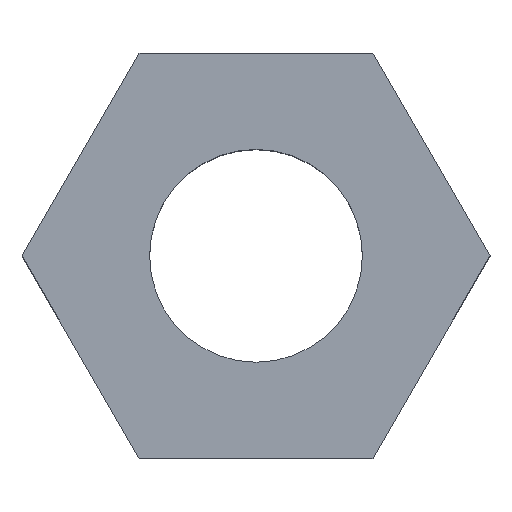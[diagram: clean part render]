
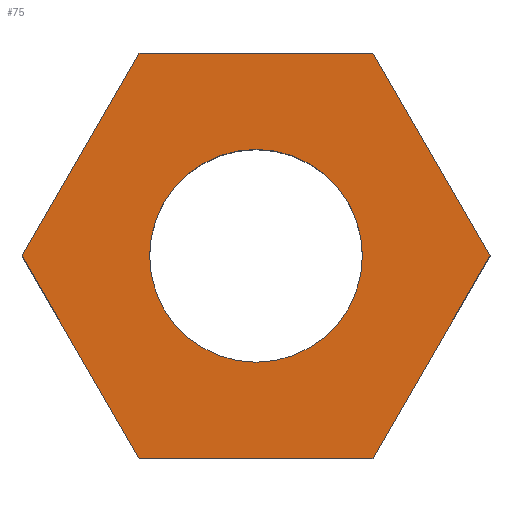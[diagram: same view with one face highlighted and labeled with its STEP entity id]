
A CAD part, top view. The second image highlights one B-rep face of the part: STEP entity #75.
In plain terms, the highlighted planar face has unit normal (0, 0, 1).
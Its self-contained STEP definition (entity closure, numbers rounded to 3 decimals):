
#17 = EDGE_LOOP ( 'NONE', ( #56, #256 ) ) ;
#24 = VECTOR ( 'NONE', #187, 1000. ) ;
#26 = ORIENTED_EDGE ( 'NONE', *, *, #90, .T. ) ;
#32 = ORIENTED_EDGE ( 'NONE', *, *, #95, .T. ) ;
#34 = VERTEX_POINT ( 'NONE', #337 ) ;
#37 = ORIENTED_EDGE ( 'NONE', *, *, #277, .T. ) ;
#38 = VERTEX_POINT ( 'NONE', #338 ) ;
#40 = LINE ( 'NONE', #197, #24 ) ;
#53 = ORIENTED_EDGE ( 'NONE', *, *, #94, .T. ) ;
#56 = ORIENTED_EDGE ( 'NONE', *, *, #73, .F. ) ;
#57 = EDGE_CURVE ( 'NONE', #201, #34, #163, .T. ) ;
#67 = CIRCLE ( 'NONE', #167, 2.1 ) ;
#71 = LINE ( 'NONE', #234, #72 ) ;
#72 = VECTOR ( 'NONE', #233, 1000. ) ;
#73 = EDGE_CURVE ( 'NONE', #117, #372, #147, .T. ) ;
#75 = ADVANCED_FACE ( 'NONE', ( #134, #102 ), #362, .T. ) ;
#87 = CARTESIAN_POINT ( 'NONE',  ( 2.309, -4., 4.7 ) ) ;
#90 = EDGE_CURVE ( 'NONE', #38, #344, #124, .T. ) ;
#94 = EDGE_CURVE ( 'NONE', #34, #38, #125, .T. ) ;
#95 = EDGE_CURVE ( 'NONE', #325, #257, #123, .T. ) ;
#102 = FACE_OUTER_BOUND ( 'NONE', #135, .T. ) ;
#111 = VECTOR ( 'NONE', #308, 1000. ) ;
#117 = VERTEX_POINT ( 'NONE', #302 ) ;
#119 = VECTOR ( 'NONE', #303, 1000. ) ;
#123 = LINE ( 'NONE', #326, #119 ) ;
#124 = LINE ( 'NONE', #318, #126 ) ;
#125 = LINE ( 'NONE', #335, #111 ) ;
#126 = VECTOR ( 'NONE', #316, 1000. ) ;
#134 = FACE_BOUND ( 'NONE', #17, .T. ) ;
#135 = EDGE_LOOP ( 'NONE', ( #53, #26, #281, #32, #37, #309 ) ) ;
#146 = VECTOR ( 'NONE', #172, 1000. ) ;
#147 = CIRCLE ( 'NONE', #285, 2.1 ) ;
#163 = LINE ( 'NONE', #87, #146 ) ;
#167 = AXIS2_PLACEMENT_3D ( 'NONE', #228, #227, #226 ) ;
#172 = DIRECTION ( 'NONE',  ( 0.5, 0.866, 0. ) ) ;
#187 = DIRECTION ( 'NONE',  ( -0.5, -0.866, 0. ) ) ;
#197 = CARTESIAN_POINT ( 'NONE',  ( -2.309, 4., 4.7 ) ) ;
#198 = CARTESIAN_POINT ( 'NONE',  ( -2.1, 0., 4.7 ) ) ;
#201 = VERTEX_POINT ( 'NONE', #259 ) ;
#205 = CARTESIAN_POINT ( 'NONE',  ( -2.309, 4., 4.7 ) ) ;
#212 = CARTESIAN_POINT ( 'NONE',  ( -4.619, 0., 4.7 ) ) ;
#226 = DIRECTION ( 'NONE',  ( 1., 0., 0. ) ) ;
#227 = DIRECTION ( 'NONE',  ( 0., 0., 1. ) ) ;
#228 = CARTESIAN_POINT ( 'NONE',  ( 0., 0., 4.7 ) ) ;
#233 = DIRECTION ( 'NONE',  ( 1., 0., 0. ) ) ;
#234 = CARTESIAN_POINT ( 'NONE',  ( -2.309, -4., 4.7 ) ) ;
#247 = CARTESIAN_POINT ( 'NONE',  ( -2.309, -4., 4.7 ) ) ;
#250 = AXIS2_PLACEMENT_3D ( 'NONE', #350, #345, #342 ) ;
#256 = ORIENTED_EDGE ( 'NONE', *, *, #310, .F. ) ;
#257 = VERTEX_POINT ( 'NONE', #247 ) ;
#259 = CARTESIAN_POINT ( 'NONE',  ( 2.309, -4., 4.7 ) ) ;
#277 = EDGE_CURVE ( 'NONE', #257, #201, #71, .T. ) ;
#281 = ORIENTED_EDGE ( 'NONE', *, *, #355, .T. ) ;
#285 = AXIS2_PLACEMENT_3D ( 'NONE', #349, #347, #346 ) ;
#302 = CARTESIAN_POINT ( 'NONE',  ( 2.1, 0., 4.7 ) ) ;
#303 = DIRECTION ( 'NONE',  ( 0.5, -0.866, 0. ) ) ;
#308 = DIRECTION ( 'NONE',  ( -0.5, 0.866, 0. ) ) ;
#309 = ORIENTED_EDGE ( 'NONE', *, *, #57, .T. ) ;
#310 = EDGE_CURVE ( 'NONE', #372, #117, #67, .T. ) ;
#316 = DIRECTION ( 'NONE',  ( -1., 0., 0. ) ) ;
#318 = CARTESIAN_POINT ( 'NONE',  ( 2.309, 4., 4.7 ) ) ;
#325 = VERTEX_POINT ( 'NONE', #212 ) ;
#326 = CARTESIAN_POINT ( 'NONE',  ( -4.619, 0., 4.7 ) ) ;
#335 = CARTESIAN_POINT ( 'NONE',  ( 4.619, 0., 4.7 ) ) ;
#337 = CARTESIAN_POINT ( 'NONE',  ( 4.619, 0., 4.7 ) ) ;
#338 = CARTESIAN_POINT ( 'NONE',  ( 2.309, 4., 4.7 ) ) ;
#342 = DIRECTION ( 'NONE',  ( 1., 0., 0. ) ) ;
#344 = VERTEX_POINT ( 'NONE', #205 ) ;
#345 = DIRECTION ( 'NONE',  ( 0., 0., 1. ) ) ;
#346 = DIRECTION ( 'NONE',  ( 1., 0., 0. ) ) ;
#347 = DIRECTION ( 'NONE',  ( 0., 0., 1. ) ) ;
#349 = CARTESIAN_POINT ( 'NONE',  ( 0., 0., 4.7 ) ) ;
#350 = CARTESIAN_POINT ( 'NONE',  ( 0., 0., 4.7 ) ) ;
#355 = EDGE_CURVE ( 'NONE', #344, #325, #40, .T. ) ;
#362 = PLANE ( 'NONE',  #250 ) ;
#372 = VERTEX_POINT ( 'NONE', #198 ) ;
